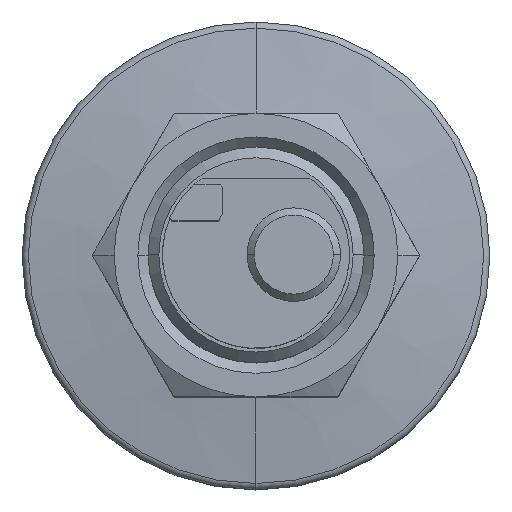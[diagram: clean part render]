
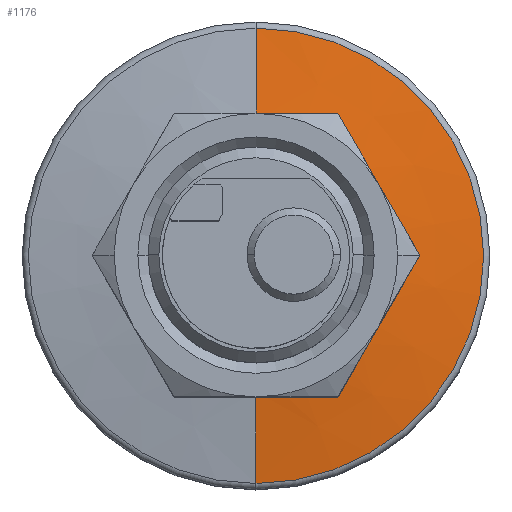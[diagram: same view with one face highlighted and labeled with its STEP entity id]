
A CAD part, top view. The second image highlights one B-rep face of the part: STEP entity #1176.
In plain terms, the highlighted conical face has half-angle 82.147 degrees and reference radius 25.25 mm.
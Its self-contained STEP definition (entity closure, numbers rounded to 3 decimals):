
#110=CARTESIAN_POINT('',(0.,0.,-12.619));
#111=DIRECTION('',(0.,0.,1.));
#112=DIRECTION('',(0.,-1.,0.));
#113=AXIS2_PLACEMENT_3D('',#110,#111,#112);
#120=CARTESIAN_POINT('',(0.,0.,-14.381));
#121=DIRECTION('',(0.,0.,1.));
#122=DIRECTION('',(0.,-1.,0.));
#123=AXIS2_PLACEMENT_3D('',#120,#121,#122);
#140=DIRECTION('',(0.,-0.991,0.137));
#141=VECTOR('',#140,12.894);
#142=CARTESIAN_POINT('',(0.,31.637,
-14.381));
#143=LINE('',#142,#141);
#144=DIRECTION('',(0.,-0.991,-0.137));
#145=VECTOR('',#144,12.894);
#146=CARTESIAN_POINT('',(0.,-18.863,
-12.619));
#147=LINE('',#146,#145);
#783=CARTESIAN_POINT('',(0.,18.863,
-12.619));
#784=VERTEX_POINT('',#783);
#785=CARTESIAN_POINT('',(0.,-18.863,
-12.619));
#786=VERTEX_POINT('',#785);
#955=CARTESIAN_POINT('',(0.,31.637,
-14.381));
#956=CARTESIAN_POINT('',(0.,-31.637,
-14.381));
#957=VERTEX_POINT('',#955);
#958=VERTEX_POINT('',#956);
#1162=CARTESIAN_POINT('',(0.,0.,-13.5));
#1163=DIRECTION('',(0.,0.,-1.));
#1164=DIRECTION('',(0.,-1.,0.));
#1165=AXIS2_PLACEMENT_3D('',#1162,#1163,#1164);
#1166=CONICAL_SURFACE('',#1165,25.25,82.147);
#1168=ORIENTED_EDGE('',*,*,#1167,.F.);
#1170=ORIENTED_EDGE('',*,*,#1169,.F.);
#1171=ORIENTED_EDGE('',*,*,#1145,.T.);
#1173=ORIENTED_EDGE('',*,*,#1172,.F.);
#1174=EDGE_LOOP('',(#1168,#1170,#1171,#1173));
#1175=FACE_OUTER_BOUND('',#1174,.F.);
#1176=ADVANCED_FACE('',(#1175),#1166,.T.);
#114=CIRCLE('',#113,18.863);
#124=CIRCLE('',#123,31.637);
#1145=EDGE_CURVE('',#786,#784,#114,.T.);
#1167=EDGE_CURVE('',#958,#957,#124,.T.);
#1169=EDGE_CURVE('',#786,#958,#147,.T.);
#1172=EDGE_CURVE('',#957,#784,#143,.T.);
